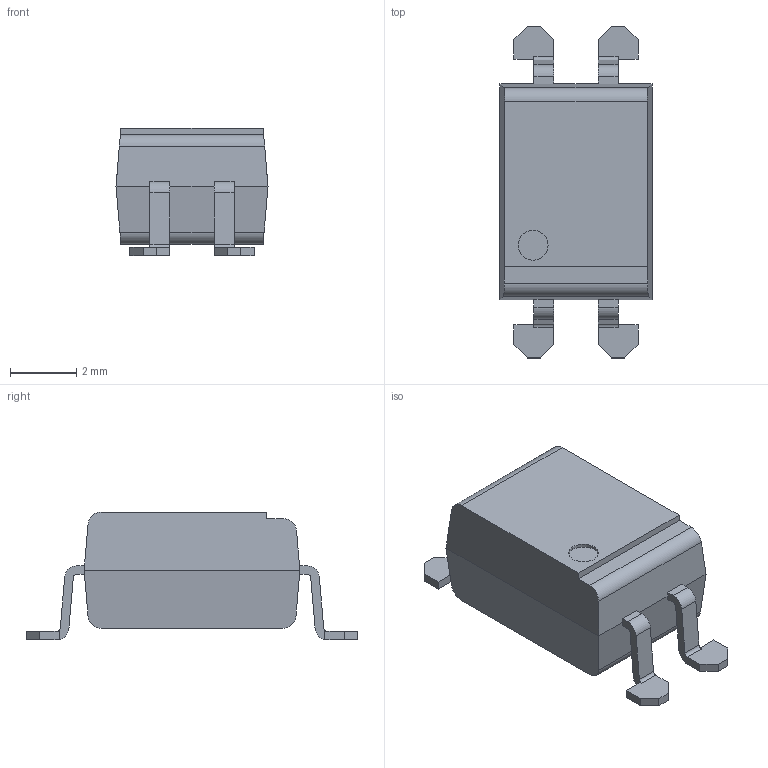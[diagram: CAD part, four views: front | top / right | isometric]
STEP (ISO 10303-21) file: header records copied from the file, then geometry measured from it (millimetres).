
FILE_DESCRIPTION((''),'2;1');
FILE_NAME('USER_LIBRARY-OPTO_DIP-4-SMD','2015-09-06T',('Byron'),(''),'PRO/ENGINEER BY PARAMETRIC TECHNOLOGY CORPORATION, 2011310','PRO/ENGINEER BY PARAMETRIC TECHNOLOGY CORPORATION, 2011310','');
FILE_SCHEMA(('AUTOMOTIVE_DESIGN { 1 2 10303 214 0 1 1 1 }'));
Length unit declared in the file: millimetre
Products named in the file (1): USER_LIBRARY-OPTO_DIP-4-SMD
Bounding box: 4.58 x 10 x 3.85 mm (x, y, z)
Volume: 99.1 mm3; surface area: 155 mm2
Topology: 1 solids, 1 shells, 98 faces, 278 edges, 184 vertices
Faces by surface type: plane 74, cylinder 24
Entity records: 5146 total; most frequent: CARTESIAN_POINT 605, ORIENTED_EDGE 556, DIRECTION 506, PRESENTATION_STYLE_ASSIGNMENT 368, STYLED_ITEM 279, CURVE_STYLE 278, EDGE_CURVE 278, VECTOR 230
